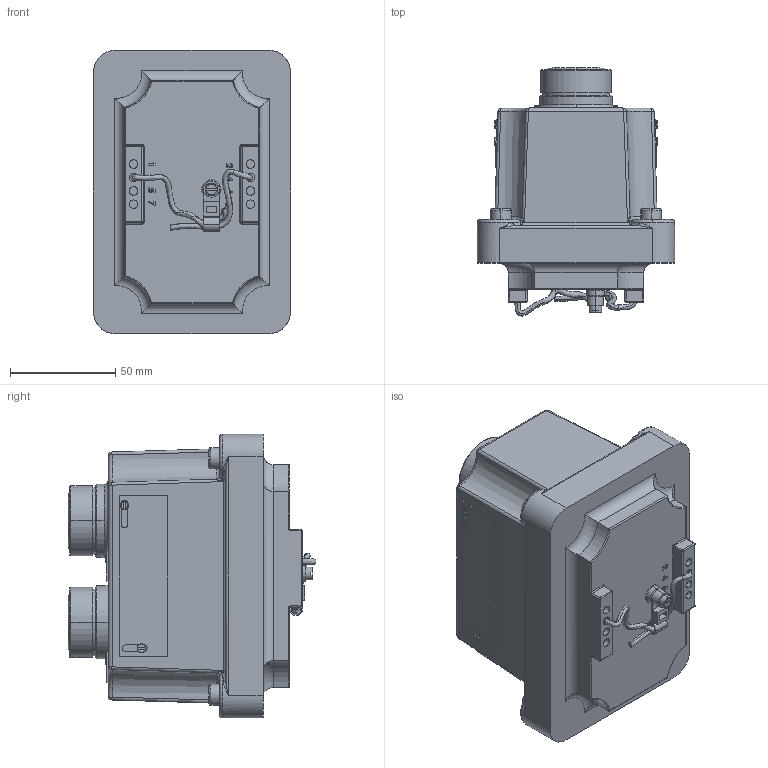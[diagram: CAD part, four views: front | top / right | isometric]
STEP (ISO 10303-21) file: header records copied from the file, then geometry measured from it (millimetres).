
FILE_DESCRIPTION (( 'STEP AP214' ), '1' );
FILE_NAME ('FXCS-0B7.step', '2016-03-09T20:27:50', ( '' ), ( '' ), 'SwSTEP 2.0', 'SolidWorks 2015', '' );
FILE_SCHEMA (( 'AUTOMOTIVE_DESIGN' ));
Length unit declared in the file: inch
Products named in the file (1): FXCS-0B7
Bounding box: 93.73 x 117.82 x 134.87 mm (x, y, z)
Volume: 814522.8 mm3; surface area: 70520 mm2
Topology: 1 solids, 1 shells, 741 faces, 1882 edges, 1124 vertices
Faces by surface type: plane 305, cylinder 163, bspline 149, torus 82, sphere 32, cone 10
Entity records: 34717 total; most frequent: CARTESIAN_POINT 12869, ORIENTED_EDGE 3668, DIRECTION 3210, EDGE_CURVE 1834, AXIS2_PLACEMENT_3D 1202, VERTEX_POINT 1124, LINE 806, VECTOR 806
